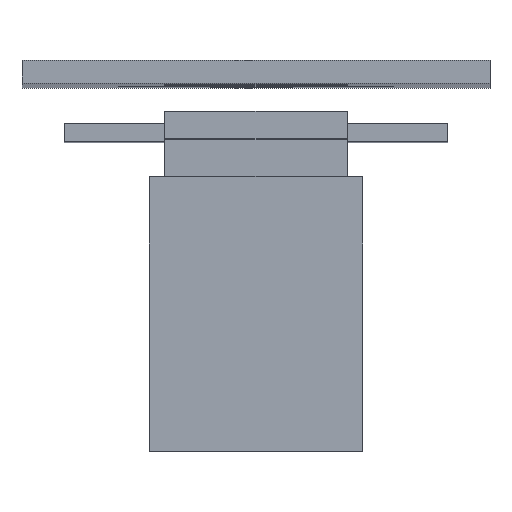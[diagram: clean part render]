
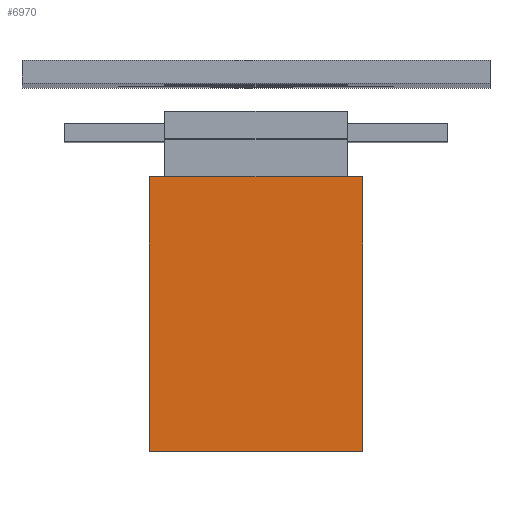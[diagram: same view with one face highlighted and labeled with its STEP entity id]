
A CAD part, top view. The second image highlights one B-rep face of the part: STEP entity #6970.
In plain terms, the highlighted planar face has unit normal (0, 0, 1).
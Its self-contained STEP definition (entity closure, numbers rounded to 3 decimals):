
#6656 = VERTEX_POINT('',#6657);
#6657 = CARTESIAN_POINT('',(17.711,-50.8,199.2));
#6664 = PLANE('',#6665);
#6665 = AXIS2_PLACEMENT_3D('',#6666,#6667,#6668);
#6666 = CARTESIAN_POINT('',(17.711,-50.8,165.1));
#6667 = DIRECTION('',(1.,0.,0.));
#6668 = DIRECTION('',(0.,0.,1.));
#6676 = PLANE('',#6677);
#6677 = AXIS2_PLACEMENT_3D('',#6678,#6679,#6680);
#6678 = CARTESIAN_POINT('',(17.711,-50.8,165.1));
#6679 = DIRECTION('',(0.,1.,0.));
#6680 = DIRECTION('',(0.,0.,1.));
#6717 = VERTEX_POINT('',#6718);
#6718 = CARTESIAN_POINT('',(17.711,-12.7,199.2));
#6732 = PLANE('',#6733);
#6733 = AXIS2_PLACEMENT_3D('',#6734,#6735,#6736);
#6734 = CARTESIAN_POINT('',(17.711,-12.7,165.1));
#6735 = DIRECTION('',(0.,1.,0.));
#6736 = DIRECTION('',(0.,0.,1.));
#6744 = EDGE_CURVE('',#6656,#6717,#6745,.T.);
#6745 = SURFACE_CURVE('',#6746,(#6750,#6757),.PCURVE_S1.);
#6746 = LINE('',#6747,#6748);
#6747 = CARTESIAN_POINT('',(17.711,-50.8,199.2));
#6748 = VECTOR('',#6749,1.);
#6749 = DIRECTION('',(0.,1.,0.));
#6750 = PCURVE('',#6664,#6751);
#6751 = DEFINITIONAL_REPRESENTATION('',(#6752),#6756);
#6752 = LINE('',#6753,#6754);
#6753 = CARTESIAN_POINT('',(34.1,0.));
#6754 = VECTOR('',#6755,1.);
#6755 = DIRECTION('',(0.,-1.));
#6756 = ( GEOMETRIC_REPRESENTATION_CONTEXT(2) 
PARAMETRIC_REPRESENTATION_CONTEXT() REPRESENTATION_CONTEXT('2D SPACE',''
  ) );
#6757 = PCURVE('',#6758,#6763);
#6758 = PLANE('',#6759);
#6759 = AXIS2_PLACEMENT_3D('',#6760,#6761,#6762);
#6760 = CARTESIAN_POINT('',(17.711,-50.8,199.2));
#6761 = DIRECTION('',(0.,0.,1.));
#6762 = DIRECTION('',(1.,0.,0.));
#6763 = DEFINITIONAL_REPRESENTATION('',(#6764),#6768);
#6764 = LINE('',#6765,#6766);
#6765 = CARTESIAN_POINT('',(0.,0.));
#6766 = VECTOR('',#6767,1.);
#6767 = DIRECTION('',(0.,1.));
#6768 = ( GEOMETRIC_REPRESENTATION_CONTEXT(2) 
PARAMETRIC_REPRESENTATION_CONTEXT() REPRESENTATION_CONTEXT('2D SPACE',''
  ) );
#6776 = VERTEX_POINT('',#6777);
#6777 = CARTESIAN_POINT('',(47.313,-50.8,199.2));
#6784 = PLANE('',#6785);
#6785 = AXIS2_PLACEMENT_3D('',#6786,#6787,#6788);
#6786 = CARTESIAN_POINT('',(47.313,-50.8,165.1));
#6787 = DIRECTION('',(1.,0.,0.));
#6788 = DIRECTION('',(0.,0.,1.));
#6827 = VERTEX_POINT('',#6828);
#6828 = CARTESIAN_POINT('',(47.313,-12.7,199.2));
#6849 = EDGE_CURVE('',#6776,#6827,#6850,.T.);
#6850 = SURFACE_CURVE('',#6851,(#6855,#6862),.PCURVE_S1.);
#6851 = LINE('',#6852,#6853);
#6852 = CARTESIAN_POINT('',(47.313,-50.8,199.2));
#6853 = VECTOR('',#6854,1.);
#6854 = DIRECTION('',(0.,1.,0.));
#6855 = PCURVE('',#6784,#6856);
#6856 = DEFINITIONAL_REPRESENTATION('',(#6857),#6861);
#6857 = LINE('',#6858,#6859);
#6858 = CARTESIAN_POINT('',(34.1,0.));
#6859 = VECTOR('',#6860,1.);
#6860 = DIRECTION('',(0.,-1.));
#6861 = ( GEOMETRIC_REPRESENTATION_CONTEXT(2) 
PARAMETRIC_REPRESENTATION_CONTEXT() REPRESENTATION_CONTEXT('2D SPACE',''
  ) );
#6862 = PCURVE('',#6758,#6863);
#6863 = DEFINITIONAL_REPRESENTATION('',(#6864),#6868);
#6864 = LINE('',#6865,#6866);
#6865 = CARTESIAN_POINT('',(29.601,0.));
#6866 = VECTOR('',#6867,1.);
#6867 = DIRECTION('',(0.,1.));
#6868 = ( GEOMETRIC_REPRESENTATION_CONTEXT(2) 
PARAMETRIC_REPRESENTATION_CONTEXT() REPRESENTATION_CONTEXT('2D SPACE',''
  ) );
#6895 = EDGE_CURVE('',#6656,#6776,#6896,.T.);
#6896 = SURFACE_CURVE('',#6897,(#6901,#6908),.PCURVE_S1.);
#6897 = LINE('',#6898,#6899);
#6898 = CARTESIAN_POINT('',(17.711,-50.8,199.2));
#6899 = VECTOR('',#6900,1.);
#6900 = DIRECTION('',(1.,0.,0.));
#6901 = PCURVE('',#6676,#6902);
#6902 = DEFINITIONAL_REPRESENTATION('',(#6903),#6907);
#6903 = LINE('',#6904,#6905);
#6904 = CARTESIAN_POINT('',(34.1,0.));
#6905 = VECTOR('',#6906,1.);
#6906 = DIRECTION('',(0.,1.));
#6907 = ( GEOMETRIC_REPRESENTATION_CONTEXT(2) 
PARAMETRIC_REPRESENTATION_CONTEXT() REPRESENTATION_CONTEXT('2D SPACE',''
  ) );
#6908 = PCURVE('',#6758,#6909);
#6909 = DEFINITIONAL_REPRESENTATION('',(#6910),#6914);
#6910 = LINE('',#6911,#6912);
#6911 = CARTESIAN_POINT('',(0.,0.));
#6912 = VECTOR('',#6913,1.);
#6913 = DIRECTION('',(1.,0.));
#6914 = ( GEOMETRIC_REPRESENTATION_CONTEXT(2) 
PARAMETRIC_REPRESENTATION_CONTEXT() REPRESENTATION_CONTEXT('2D SPACE',''
  ) );
#6942 = EDGE_CURVE('',#6717,#6827,#6943,.T.);
#6943 = SURFACE_CURVE('',#6944,(#6948,#6955),.PCURVE_S1.);
#6944 = LINE('',#6945,#6946);
#6945 = CARTESIAN_POINT('',(17.711,-12.7,199.2));
#6946 = VECTOR('',#6947,1.);
#6947 = DIRECTION('',(1.,0.,0.));
#6948 = PCURVE('',#6732,#6949);
#6949 = DEFINITIONAL_REPRESENTATION('',(#6950),#6954);
#6950 = LINE('',#6951,#6952);
#6951 = CARTESIAN_POINT('',(34.1,0.));
#6952 = VECTOR('',#6953,1.);
#6953 = DIRECTION('',(0.,1.));
#6954 = ( GEOMETRIC_REPRESENTATION_CONTEXT(2) 
PARAMETRIC_REPRESENTATION_CONTEXT() REPRESENTATION_CONTEXT('2D SPACE',''
  ) );
#6955 = PCURVE('',#6758,#6956);
#6956 = DEFINITIONAL_REPRESENTATION('',(#6957),#6961);
#6957 = LINE('',#6958,#6959);
#6958 = CARTESIAN_POINT('',(0.,38.1));
#6959 = VECTOR('',#6960,1.);
#6960 = DIRECTION('',(1.,0.));
#6961 = ( GEOMETRIC_REPRESENTATION_CONTEXT(2) 
PARAMETRIC_REPRESENTATION_CONTEXT() REPRESENTATION_CONTEXT('2D SPACE',''
  ) );
#6970 = ADVANCED_FACE('',(#6971),#6758,.T.);
#6971 = FACE_BOUND('',#6972,.T.);
#6972 = EDGE_LOOP('',(#6973,#6974,#6975,#6976));
#6973 = ORIENTED_EDGE('',*,*,#6744,.F.);
#6974 = ORIENTED_EDGE('',*,*,#6895,.T.);
#6975 = ORIENTED_EDGE('',*,*,#6849,.T.);
#6976 = ORIENTED_EDGE('',*,*,#6942,.F.);
